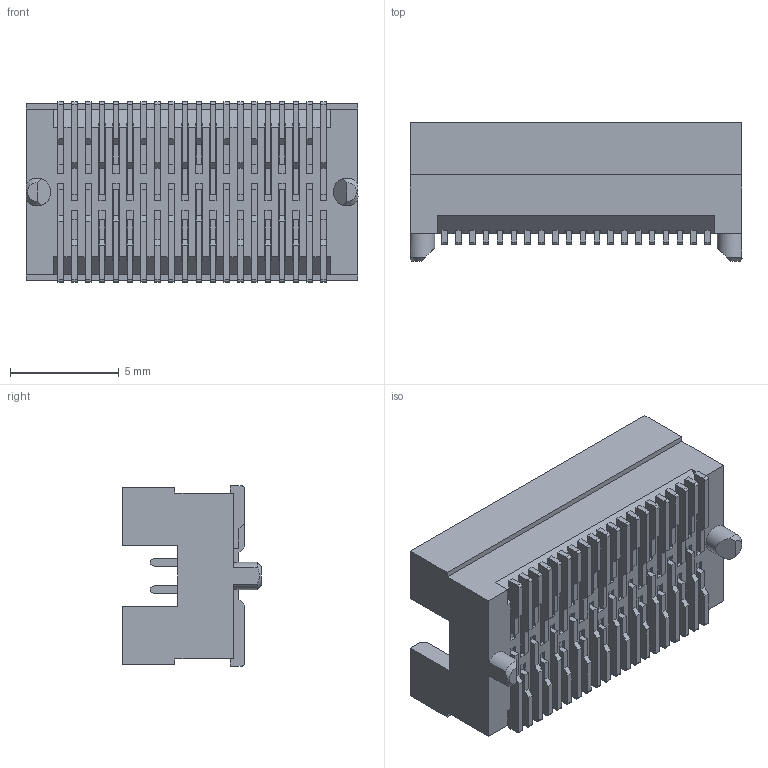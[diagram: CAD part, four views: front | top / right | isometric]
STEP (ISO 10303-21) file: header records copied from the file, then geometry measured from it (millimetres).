
FILE_DESCRIPTION((''),'2;1');
FILE_NAME('FBB12709_ASM','2026-03-16T18:18:13',('gongchengVV'),(''),'CREO PARAMETRIC BY PTC INC, 2020033','CREO PARAMETRIC BY PTC INC, 2020033','');
FILE_SCHEMA(('CONFIG_CONTROL_DESIGN'));
Length unit declared in the file: millimetre
Products named in the file (1): FBB12709_ASM
Bounding box: 15.24 x 6.37 x 8.27 mm (x, y, z)
Volume: 264.9 mm3; surface area: 961.2 mm2
Topology: 1 solids, 1 shells, 1082 faces, 3101 edges, 2066 vertices
Faces by surface type: plane 1038, cylinder 42, cone 2
Entity records: 34774 total; most frequent: CARTESIAN_POINT 6320, ORIENTED_EDGE 6202, DIRECTION 5345, EDGE_CURVE 3101, VECTOR 3005, LINE 3005, VERTEX_POINT 2066, AXIS2_PLACEMENT_3D 1170
